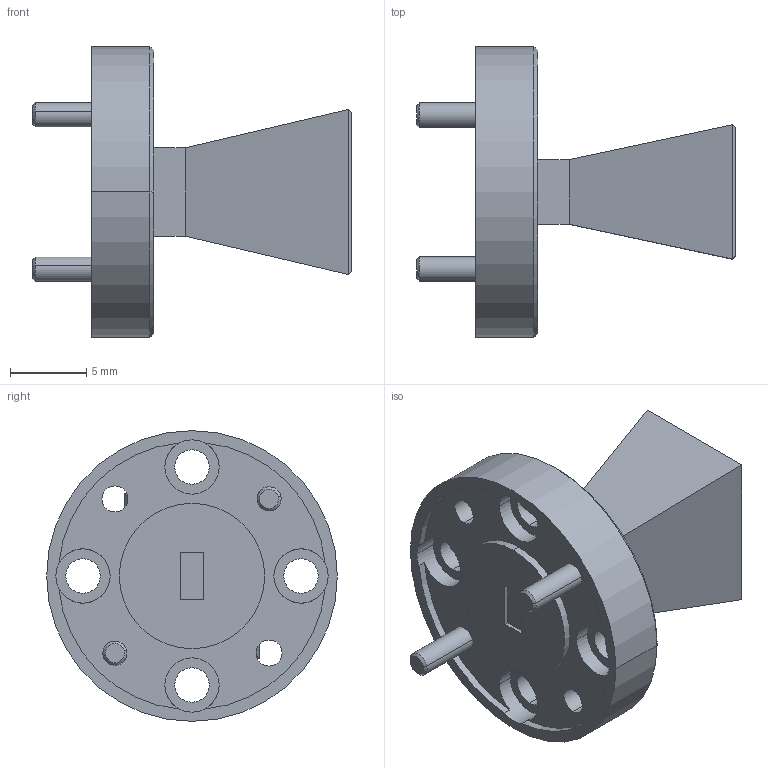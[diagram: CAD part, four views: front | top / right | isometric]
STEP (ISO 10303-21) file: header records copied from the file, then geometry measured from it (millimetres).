
FILE_DESCRIPTION (( 'STEP AP203' ), '1' );
FILE_NAME ('SAR-1532-12-S2.STEP', '2021-09-01T22:02:02', ( '' ), ( '' ), 'SwSTEP 2.0', 'SolidWorks 2021', '' );
FILE_SCHEMA (( 'CONFIG_CONTROL_DESIGN' ));
Length unit declared in the file: inch
Products named in the file (1): SAR-1532-12-S2
Bounding box: 20.89 x 19.05 x 19.05 mm (x, y, z)
Volume: 1642 mm3; surface area: 1523 mm2
Topology: 3 solids, 3 shells, 81 faces, 196 edges, 126 vertices
Faces by surface type: cylinder 36, plane 35, cone 10
Entity records: 2495 total; most frequent: DIRECTION 450, CARTESIAN_POINT 404, ORIENTED_EDGE 392, EDGE_CURVE 196, AXIS2_PLACEMENT_3D 172, VERTEX_POINT 126, LINE 106, VECTOR 106
